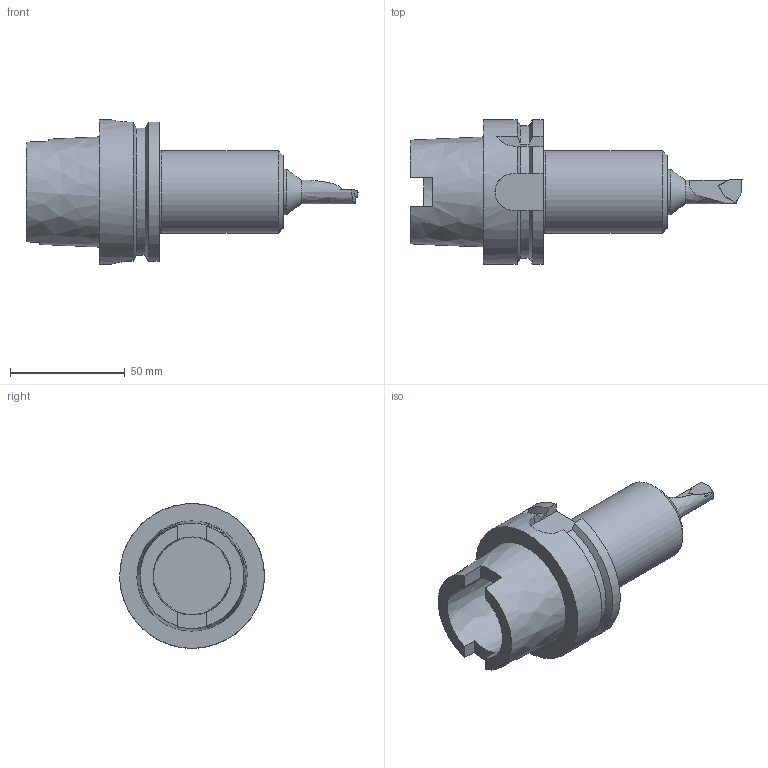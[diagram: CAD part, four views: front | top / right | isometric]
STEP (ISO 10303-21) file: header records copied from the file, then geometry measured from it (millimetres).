
FILE_DESCRIPTION ((), '1');
FILE_NAME ('CLGR-D0019-HOLEFLATDRILL.stp', '2021-06-10T16:42:31', ('TDM Systems GmbH'), ('TDM Systems GmbH'), 'HarmonyWare STEP v2.1.2-dev', 'TDM', '');
FILE_SCHEMA (('CONFIG_CONTROL_DESIGN'));
Length unit declared in the file: millimetre
Bounding box: 144.6 x 62.98 x 63 mm (x, y, z)
Volume: 155701 mm3; surface area: 32366.9 mm2
Topology: 3 solids, 3 shells, 77 faces, 200 edges, 130 vertices
Faces by surface type: bspline 77
Entity records: 3387 total; most frequent: CARTESIAN_POINT 2068, ORIENTED_EDGE 380, EDGE_CURVE 190, B_SPLINE_CURVE_WITH_KNOTS 136, VERTEX_POINT 123, EDGE_LOOP 81, FACE_OUTER_BOUND 77, ADVANCED_FACE 77
